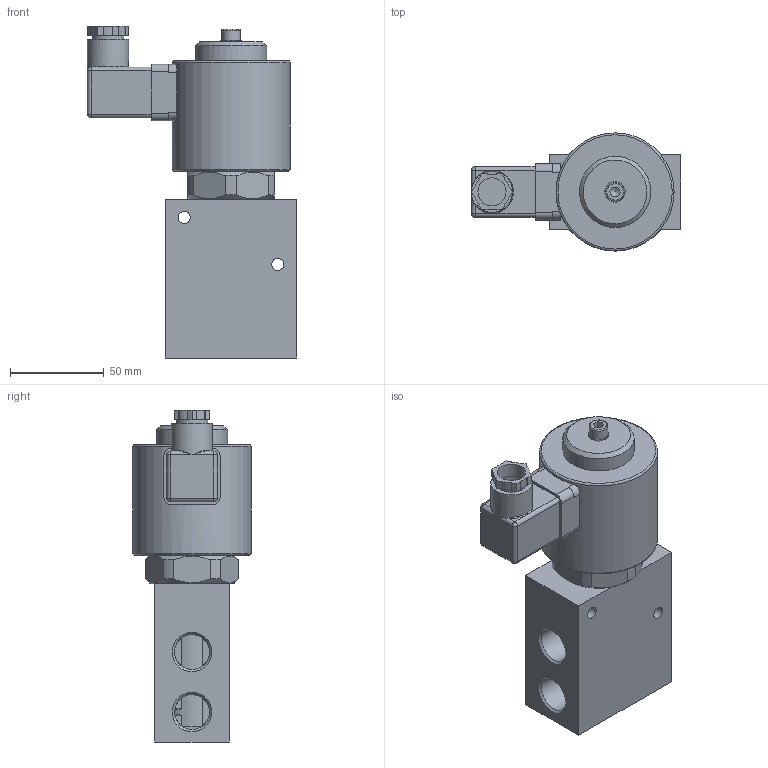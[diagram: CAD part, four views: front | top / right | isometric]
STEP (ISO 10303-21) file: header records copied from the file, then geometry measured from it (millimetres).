
FILE_DESCRIPTION(/* description */ ('A7323/1001/.322 0-10bar - step'),/* implementation_level */ '2;1');
FILE_NAME(/* name */ '073.000676_A7323-1001-.322.stp',/* time_stamp */ '2022-12-15T12:07:11+01:00',/* author */ ('CBeuthner'),/* organization */ (''),/* preprocessor_version */ 'ST-DEVELOPER v16.1',/* originating_system */ 'Autodesk Inventor 2016',/* authorisation */ '');
FILE_SCHEMA (('AUTOMOTIVE_DESIGN { 1 0 10303 214 3 1 1 }'));
Length unit declared in the file: millimetre
Products named in the file (1): 90-007056
Bounding box: 111.7 x 63 x 177.2 mm (x, y, z)
Volume: 454173.8 mm3; surface area: 66900.9 mm2
Topology: 1 solids, 10 shells, 482 faces, 1233 edges, 777 vertices
Faces by surface type: plane 275, cylinder 166, cone 22, sphere 8, torus 7, bspline 4
Full cylindrical faces by diameter (mm): 2.4 x2, 2.459 x1, 3 x1, 3.242 x4, 3.5 x4, 4 x1, 4.5 x1, 5 x4, 6 x1, 6.2 x1, 6.3 x4, 6.5 x4, 7.7 x2, 8.5 x1, 10 x1, 11 x1, 15 x1, 17 x1, 18.631 x3, 20 x1, 22 x1, 35.936 x1, 38 x1, 55.6 x1, 59 x3, 63 x1
Entity records: 14948 total; most frequent: CARTESIAN_POINT 3123, DIRECTION 2397, ORIENTED_EDGE 2214, EDGE_CURVE 1107, AXIS2_PLACEMENT_3D 872, VERTEX_POINT 737, LINE 653, VECTOR 653
